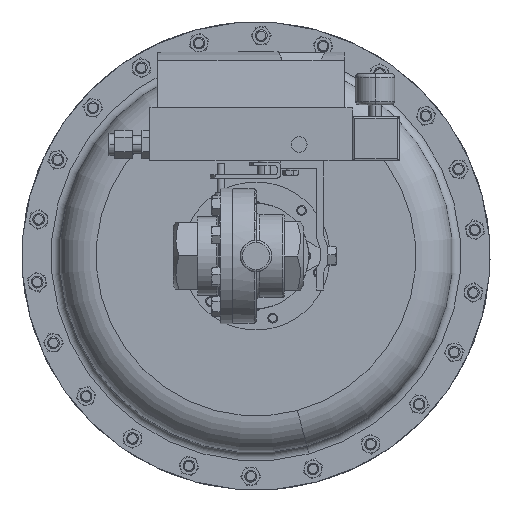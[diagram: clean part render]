
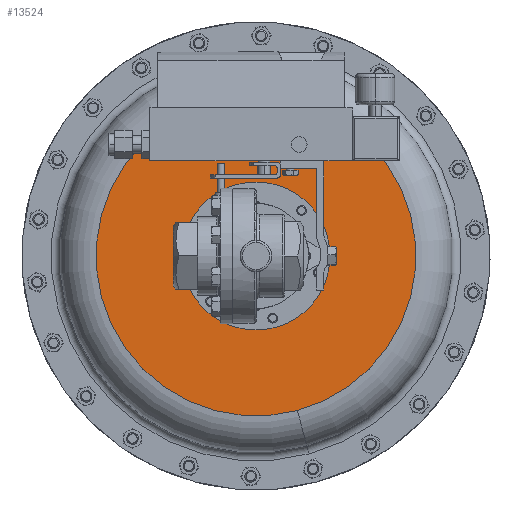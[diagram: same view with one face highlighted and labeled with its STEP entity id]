
A CAD part, front view. The second image highlights one B-rep face of the part: STEP entity #13524.
In plain terms, the highlighted planar face has unit normal (0, -1, 0).
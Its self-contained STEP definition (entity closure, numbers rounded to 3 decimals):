
#1099 = EDGE_LOOP ( 'NONE', ( #42793, #18815 ) ) ;
#2010 = DIRECTION ( 'NONE',  ( 0., 1., 0. ) ) ;
#4415 = CIRCLE ( 'NONE', #29770, 2.375 ) ;
#6205 = CARTESIAN_POINT ( 'NONE',  ( 1.527, 9.933, 4.032 ) ) ;
#6677 = VERTEX_POINT ( 'NONE', #29664 ) ;
#6745 = EDGE_CURVE ( 'NONE', #41510, #21382, #4415, .T. ) ;
#8417 = CIRCLE ( 'NONE', #29579, 5.125 ) ;
#10110 = DIRECTION ( 'NONE',  ( -0.259, 0., 0.966 ) ) ;
#10433 = VERTEX_POINT ( 'NONE', #17705 ) ;
#10680 = CIRCLE ( 'NONE', #28717, 2.375 ) ;
#11029 = DIRECTION ( 'NONE',  ( 0., 1., 0. ) ) ;
#13524 = ADVANCED_FACE ( 'NONE', ( #22084, #23236 ), #37195, .T. ) ;
#14229 = EDGE_LOOP ( 'NONE', ( #19176, #38472 ) ) ;
#17705 = CARTESIAN_POINT ( 'NONE',  ( 0.2, 9.933, 8.982 ) ) ;
#18815 = ORIENTED_EDGE ( 'NONE', *, *, #6745, .T. ) ;
#19176 = ORIENTED_EDGE ( 'NONE', *, *, #41202, .F. ) ;
#21382 = VERTEX_POINT ( 'NONE', #43423 ) ;
#22084 = FACE_OUTER_BOUND ( 'NONE', #14229, .T. ) ;
#23236 = FACE_BOUND ( 'NONE', #1099, .T. ) ;
#24178 = CARTESIAN_POINT ( 'NONE',  ( 1.527, 9.933, 4.032 ) ) ;
#24287 = DIRECTION ( 'NONE',  ( 0., 1., 0. ) ) ;
#24461 = DIRECTION ( 'NONE',  ( 0.707, 0., -0.707 ) ) ;
#24946 = CARTESIAN_POINT ( 'NONE',  ( 1.527, 9.933, 4.032 ) ) ;
#28711 = DIRECTION ( 'NONE',  ( 0., -1., 0. ) ) ;
#28717 = AXIS2_PLACEMENT_3D ( 'NONE', #33752, #11029, #37601 ) ;
#28739 = DIRECTION ( 'NONE',  ( -0.259, 0., 0.966 ) ) ;
#29579 = AXIS2_PLACEMENT_3D ( 'NONE', #24946, #2010, #28739 ) ;
#29664 = CARTESIAN_POINT ( 'NONE',  ( 2.853, 9.933, -0.918 ) ) ;
#29770 = AXIS2_PLACEMENT_3D ( 'NONE', #24178, #24287, #24461 ) ;
#31521 = AXIS2_PLACEMENT_3D ( 'NONE', #35967, #28711, #37696 ) ;
#32855 = DIRECTION ( 'NONE',  ( 0., 1., 0. ) ) ;
#33752 = CARTESIAN_POINT ( 'NONE',  ( 1.527, 9.933, 4.032 ) ) ;
#35967 = CARTESIAN_POINT ( 'NONE',  ( 6.477, 9.933, 5.358 ) ) ;
#37195 = PLANE ( 'NONE',  #31521 ) ;
#37203 = AXIS2_PLACEMENT_3D ( 'NONE', #6205, #32855, #10110 ) ;
#37601 = DIRECTION ( 'NONE',  ( 0.707, 0., -0.707 ) ) ;
#37696 = DIRECTION ( 'NONE',  ( 0.259, 0., -0.966 ) ) ;
#38472 = ORIENTED_EDGE ( 'NONE', *, *, #41149, .F. ) ;
#41149 = EDGE_CURVE ( 'NONE', #6677, #10433, #8417, .T. ) ;
#41202 = EDGE_CURVE ( 'NONE', #10433, #6677, #45331, .T. ) ;
#41510 = VERTEX_POINT ( 'NONE', #48780 ) ;
#42793 = ORIENTED_EDGE ( 'NONE', *, *, #44089, .T. ) ;
#43423 = CARTESIAN_POINT ( 'NONE',  ( -0.153, 9.933, 5.711 ) ) ;
#44089 = EDGE_CURVE ( 'NONE', #21382, #41510, #10680, .T. ) ;
#45331 = CIRCLE ( 'NONE', #37203, 5.125 ) ;
#48780 = CARTESIAN_POINT ( 'NONE',  ( 3.206, 9.933, 2.353 ) ) ;
